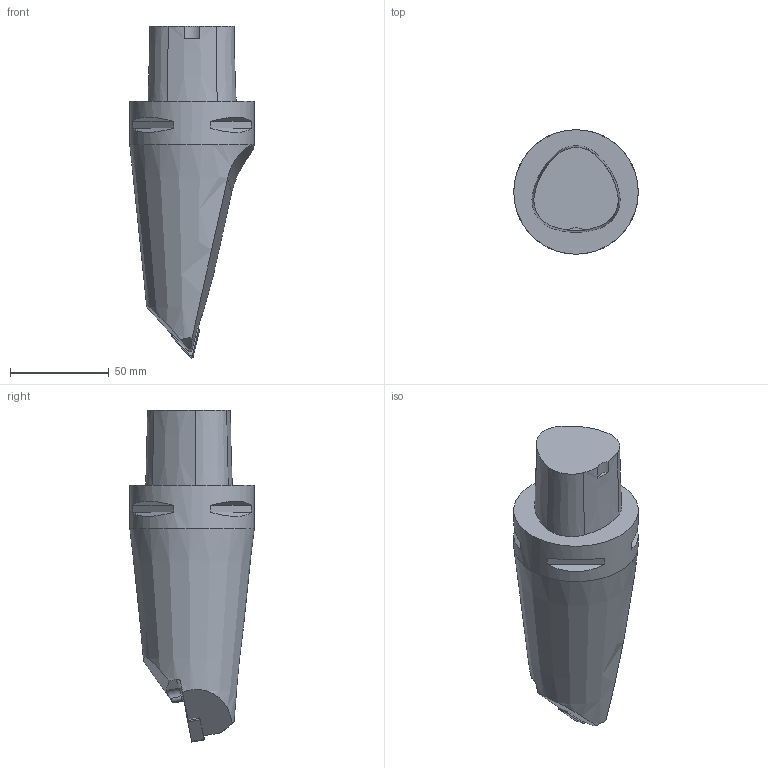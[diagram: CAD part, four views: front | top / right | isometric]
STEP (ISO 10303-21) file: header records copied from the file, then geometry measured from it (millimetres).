
FILE_DESCRIPTION(/* description */ (''),/* implementation_level */ '2;1');
FILE_NAME(/* name */ '1543396788200.stp',/* time_stamp */ '2018-11-28T14:50:02+05:00',/* author */ (''),/* organization */ ('SMS'),/* preprocessor_version */ 'ST-DEVELOPER v15',/* originating_system */ 'SIEMENS PLM Software NX 8.5',/* authorisation */ '');
FILE_SCHEMA (('AUTOMOTIVE_DESIGN { 1 0 10303 214 3 1 1 1 }'));
Length unit declared in the file: millimetre
Products named in the file (4): IsoTurningInsert; ASSEMBLY_CONSTRUCTION; 201940399mod000_01; 201940398mod000_01
Assembly tree (3 placements, depth 2):
  201940398mod000_01
    201940399mod000_01
    ASSEMBLY_CONSTRUCTION
    IsoTurningInsert
Bounding box: 63 x 63 x 168 mm (x, y, z)
Volume: 288061.5 mm3; surface area: 29323.9 mm2
Topology: 2 solids, 2 shells, 63 faces, 156 edges, 109 vertices
Faces by surface type: plane 35, cylinder 18, cone 7, torus 3
Full cylindrical faces by diameter (mm): 5.156 x1, 5.16 x1, 63 x1
Entity records: 2154 total; most frequent: CARTESIAN_POINT 448, DIRECTION 359, ORIENTED_EDGE 298, EDGE_CURVE 149, AXIS2_PLACEMENT_3D 142, VERTEX_POINT 100, EDGE_LOOP 75, LINE 75
